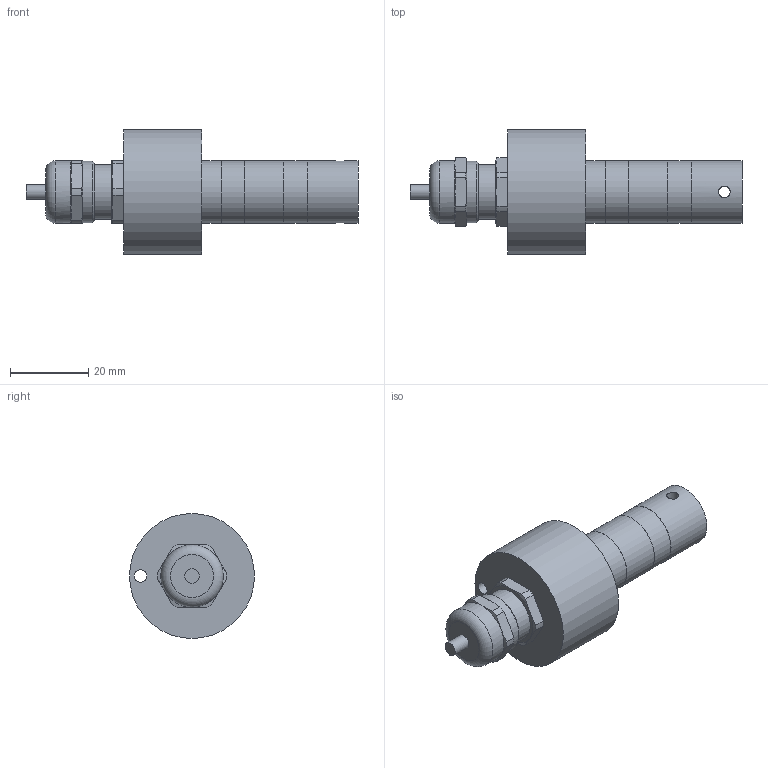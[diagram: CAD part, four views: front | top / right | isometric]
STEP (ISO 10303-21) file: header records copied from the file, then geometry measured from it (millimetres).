
FILE_DESCRIPTION (( 'STEP AP214' ), '1' );
FILE_NAME ('KMB16-0,4k...4k-T alu STEP.STEP', '2024-06-17T10:51:01', ( '' ), ( '' ), 'SwSTEP 2.0', 'SolidWorks 2023', '' );
FILE_SCHEMA (( 'AUTOMOTIVE_DESIGN' ));
Length unit declared in the file: millimetre
Products named in the file (1): KMB16-0,4k...4k-T alu STEP
Bounding box: 85 x 32 x 32 mm (x, y, z)
Volume: 28382.9 mm3; surface area: 8330.7 mm2
Topology: 3 solids, 4 shells, 100 faces, 230 edges, 148 vertices
Faces by surface type: plane 44, cylinder 37, cone 16, torus 3
Full cylindrical faces by diameter (mm): 3 x1, 3.2 x1, 3.5 x1, 3.7 x1, 10.16 x1, 12 x1, 14 x1, 15.68 x1, 15.9 x2, 15.98 x1, 16 x3, 32 x1
Entity records: 2877 total; most frequent: CARTESIAN_POINT 645, DIRECTION 464, ORIENTED_EDGE 408, EDGE_CURVE 204, AXIS2_PLACEMENT_3D 191, VERTEX_POINT 144, EDGE_LOOP 140, FACE_OUTER_BOUND 118
